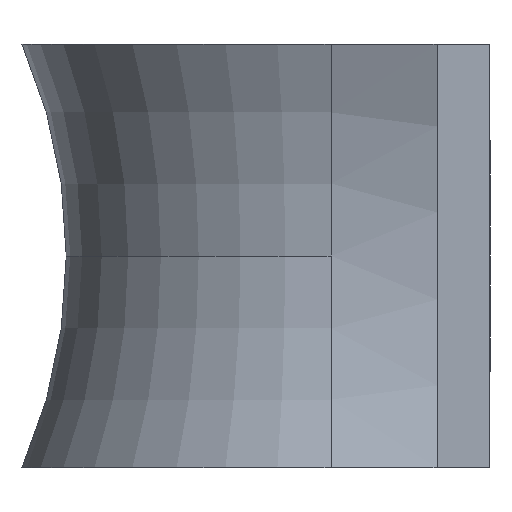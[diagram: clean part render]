
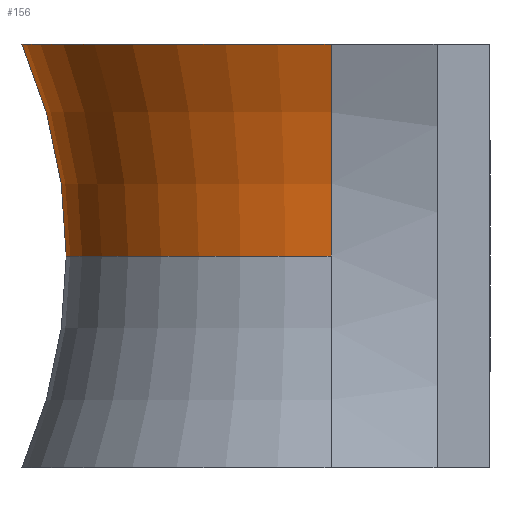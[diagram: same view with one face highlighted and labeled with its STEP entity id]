
A CAD part, left-side view. The second image highlights one B-rep face of the part: STEP entity #156.
In plain terms, the highlighted toroidal (fillet/blend) face has major radius 15 mm and minor radius 10 mm.
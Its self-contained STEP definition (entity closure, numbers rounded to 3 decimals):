
#20 = DIRECTION ( 'NONE',  ( 0., 0., 1. ) ) ;
#29 = EDGE_LOOP ( 'NONE', ( #519, #129, #476, #55 ) ) ;
#51 = CIRCLE ( 'NONE', #403, 5. ) ;
#55 = ORIENTED_EDGE ( 'NONE', *, *, #105, .F. ) ;
#61 = CARTESIAN_POINT ( 'NONE',  ( 0., 0., 0. ) ) ;
#69 = CARTESIAN_POINT ( 'NONE',  ( 5.835, 0., 4. ) ) ;
#72 = DIRECTION ( 'NONE',  ( 0., 0., 1. ) ) ;
#100 = DIRECTION ( 'NONE',  ( 1., 0., 0. ) ) ;
#105 = EDGE_CURVE ( 'NONE', #363, #386, #460, .T. ) ;
#129 = ORIENTED_EDGE ( 'NONE', *, *, #311, .T. ) ;
#141 = CARTESIAN_POINT ( 'NONE',  ( -5., 0., 0. ) ) ;
#145 = DIRECTION ( 'NONE',  ( 0., 0., 1. ) ) ;
#148 = CARTESIAN_POINT ( 'NONE',  ( -5.835, 0., 4. ) ) ;
#156 = ADVANCED_FACE ( 'NONE', ( #464 ), #293, .F. ) ;
#170 = CIRCLE ( 'NONE', #358, 10. ) ;
#171 = VERTEX_POINT ( 'NONE', #235 ) ;
#190 = AXIS2_PLACEMENT_3D ( 'NONE', #191, #538, #277 ) ;
#191 = CARTESIAN_POINT ( 'NONE',  ( 15., 0., 0. ) ) ;
#206 = AXIS2_PLACEMENT_3D ( 'NONE', #332, #72, #378 ) ;
#235 = CARTESIAN_POINT ( 'NONE',  ( 5., 0., 0. ) ) ;
#276 = DIRECTION ( 'NONE',  ( 0., 1., 0. ) ) ;
#277 = DIRECTION ( 'NONE',  ( 0., 0., 1. ) ) ;
#293 = TOROIDAL_SURFACE ( 'NONE', #331, 15., 10. ) ;
#299 = EDGE_CURVE ( 'NONE', #386, #337, #170, .T. ) ;
#311 = EDGE_CURVE ( 'NONE', #171, #337, #51, .T. ) ;
#323 = CARTESIAN_POINT ( 'NONE',  ( 0., 0., 0. ) ) ;
#331 = AXIS2_PLACEMENT_3D ( 'NONE', #323, #145, #454 ) ;
#332 = CARTESIAN_POINT ( 'NONE',  ( 0., 0., 4. ) ) ;
#337 = VERTEX_POINT ( 'NONE', #141 ) ;
#358 = AXIS2_PLACEMENT_3D ( 'NONE', #536, #276, #20 ) ;
#363 = VERTEX_POINT ( 'NONE', #69 ) ;
#365 = DIRECTION ( 'NONE',  ( 0., 0., 1. ) ) ;
#378 = DIRECTION ( 'NONE',  ( 1., 0., 0. ) ) ;
#386 = VERTEX_POINT ( 'NONE', #148 ) ;
#403 = AXIS2_PLACEMENT_3D ( 'NONE', #61, #365, #100 ) ;
#437 = EDGE_CURVE ( 'NONE', #363, #171, #444, .T. ) ;
#444 = CIRCLE ( 'NONE', #190, 10. ) ;
#454 = DIRECTION ( 'NONE',  ( 1., 0., 0. ) ) ;
#460 = CIRCLE ( 'NONE', #206, 5.835 ) ;
#464 = FACE_OUTER_BOUND ( 'NONE', #29, .T. ) ;
#476 = ORIENTED_EDGE ( 'NONE', *, *, #299, .F. ) ;
#519 = ORIENTED_EDGE ( 'NONE', *, *, #437, .T. ) ;
#536 = CARTESIAN_POINT ( 'NONE',  ( -15., 0., 0. ) ) ;
#538 = DIRECTION ( 'NONE',  ( 0., -1., 0. ) ) ;
